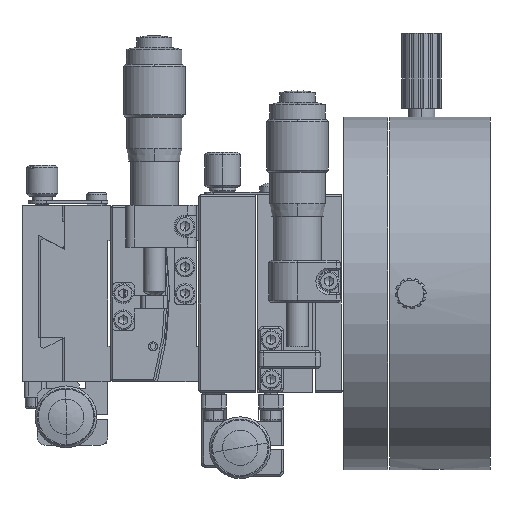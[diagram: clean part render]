
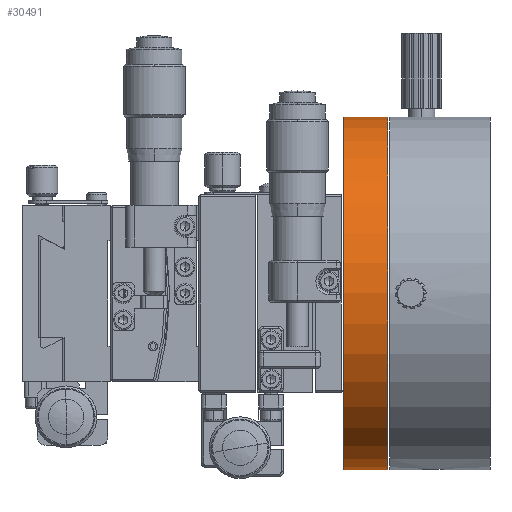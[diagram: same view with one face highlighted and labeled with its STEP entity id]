
A CAD part, left-side view. The second image highlights one B-rep face of the part: STEP entity #30491.
In plain terms, the highlighted cylindrical face has radius 40 mm (diameter 80 mm), a partial arc.
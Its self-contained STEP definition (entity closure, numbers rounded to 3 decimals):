
#107 = EDGE_LOOP ( 'NONE', ( #20788, #13545, #42412, #3486 ) ) ;
#3330 = VERTEX_POINT ( 'NONE', #19892 ) ;
#3486 = ORIENTED_EDGE ( 'NONE', *, *, #6906, .F. ) ;
#4253 = CARTESIAN_POINT ( 'NONE',  ( 8.719, 8.096, 139. ) ) ;
#4586 = VERTEX_POINT ( 'NONE', #4253 ) ;
#6785 = EDGE_CURVE ( 'NONE', #4586, #3330, #42888, .T. ) ;
#6906 = EDGE_CURVE ( 'NONE', #51118, #4586, #39139, .T. ) ;
#7094 = CARTESIAN_POINT ( 'NONE',  ( 8.719, -1.904, 139. ) ) ;
#10779 = DIRECTION ( 'NONE',  ( 0., 1., 0. ) ) ;
#11558 = AXIS2_PLACEMENT_3D ( 'NONE', #33200, #45043, #21168 ) ;
#13545 = ORIENTED_EDGE ( 'NONE', *, *, #35778, .T. ) ;
#13590 = EDGE_CURVE ( 'NONE', #49747, #51118, #37045, .T. ) ;
#14726 = DIRECTION ( 'NONE',  ( 0., 1., 0. ) ) ;
#16021 = CARTESIAN_POINT ( 'NONE',  ( 8.719, -1.904, 59. ) ) ;
#18470 = DIRECTION ( 'NONE',  ( 0., -1., 0. ) ) ;
#18788 = CARTESIAN_POINT ( 'NONE',  ( 8.719, -1.904, 59. ) ) ;
#19144 = DIRECTION ( 'NONE',  ( 0., 1., 0. ) ) ;
#19892 = CARTESIAN_POINT ( 'NONE',  ( 8.719, 8.096, 59. ) ) ;
#20788 = ORIENTED_EDGE ( 'NONE', *, *, #13590, .F. ) ;
#21168 = DIRECTION ( 'NONE',  ( 0., 0., 1. ) ) ;
#27082 = CARTESIAN_POINT ( 'NONE',  ( 8.719, -1.904, 139. ) ) ;
#27263 = VECTOR ( 'NONE', #19144, 1000. ) ;
#29975 = AXIS2_PLACEMENT_3D ( 'NONE', #42387, #18470, #46391 ) ;
#30491 = ADVANCED_FACE ( 'NONE', ( #42228 ), #40952, .F. ) ;
#31797 = LINE ( 'NONE', #18788, #51729 ) ;
#33200 = CARTESIAN_POINT ( 'NONE',  ( 8.719, -1.904, 99. ) ) ;
#35778 = EDGE_CURVE ( 'NONE', #49747, #3330, #31797, .T. ) ;
#37045 = CIRCLE ( 'NONE', #47183, 40. ) ;
#38660 = CARTESIAN_POINT ( 'NONE',  ( 8.719, -1.904, 99. ) ) ;
#39139 = LINE ( 'NONE', #7094, #27263 ) ;
#40952 = CYLINDRICAL_SURFACE ( 'NONE', #11558, 40. ) ;
#42228 = FACE_OUTER_BOUND ( 'NONE', #107, .T. ) ;
#42387 = CARTESIAN_POINT ( 'NONE',  ( 8.719, 8.096, 99. ) ) ;
#42412 = ORIENTED_EDGE ( 'NONE', *, *, #6785, .F. ) ;
#42656 = DIRECTION ( 'NONE',  ( 0., 0., 1. ) ) ;
#42888 = CIRCLE ( 'NONE', #29975, 40. ) ;
#45043 = DIRECTION ( 'NONE',  ( 0., 1., 0. ) ) ;
#46391 = DIRECTION ( 'NONE',  ( 0., 0., 1. ) ) ;
#47183 = AXIS2_PLACEMENT_3D ( 'NONE', #38660, #14726, #42656 ) ;
#49747 = VERTEX_POINT ( 'NONE', #16021 ) ;
#51118 = VERTEX_POINT ( 'NONE', #27082 ) ;
#51729 = VECTOR ( 'NONE', #10779, 1000. ) ;
